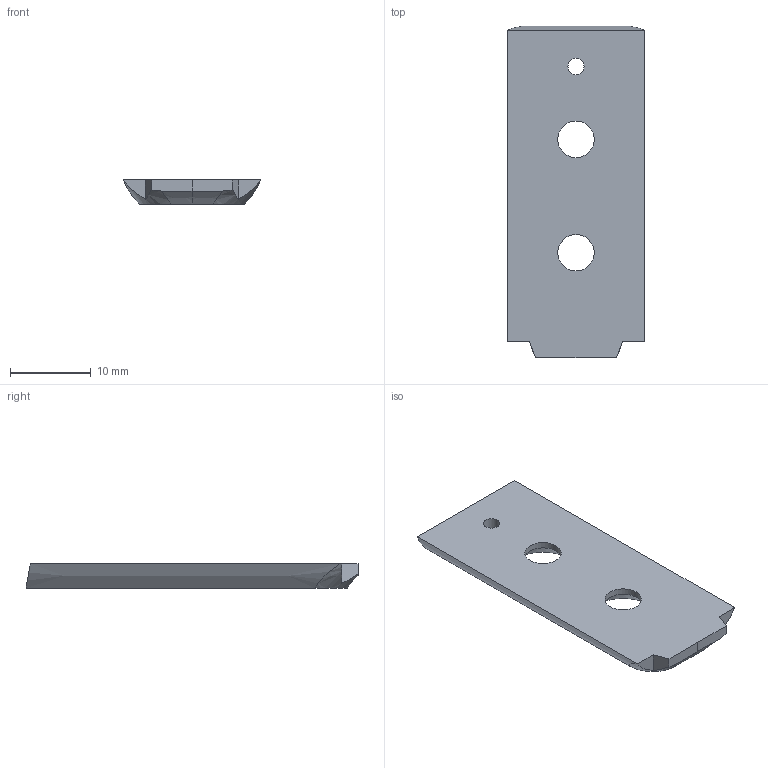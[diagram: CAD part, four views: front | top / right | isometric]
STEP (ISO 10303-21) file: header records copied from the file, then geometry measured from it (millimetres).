
FILE_DESCRIPTION(('FreeCAD Model'),'2;1');
FILE_NAME('Open CASCADE Shape Model','2024-02-05T18:45:17',(''),(''), 'Open CASCADE STEP processor 7.6','FreeCAD','Unknown');
FILE_SCHEMA(('AUTOMOTIVE_DESIGN { 1 0 10303 214 1 1 1 1 }'));
Length unit declared in the file: millimetre
Products named in the file (1): Pocket053032595
Bounding box: 17 x 41 x 3 mm (x, y, z)
Volume: 1622.9 mm3; surface area: 1578 mm2
Topology: 1 solids, 1 shells, 20 faces, 51 edges, 33 vertices
Faces by surface type: plane 9, bspline 6, cylinder 3, cone 2
Full cylindrical faces by diameter (mm): 2 x1, 4.5 x2
Entity records: 1741 total; most frequent: CARTESIAN_POINT 797, DIRECTION 131, ORIENTED_EDGE 102, PCURVE 102, DEFINITIONAL_REPRESENTATION 102, LINE 70, VECTOR 70, B_SPLINE_CURVE_WITH_KNOTS 61
